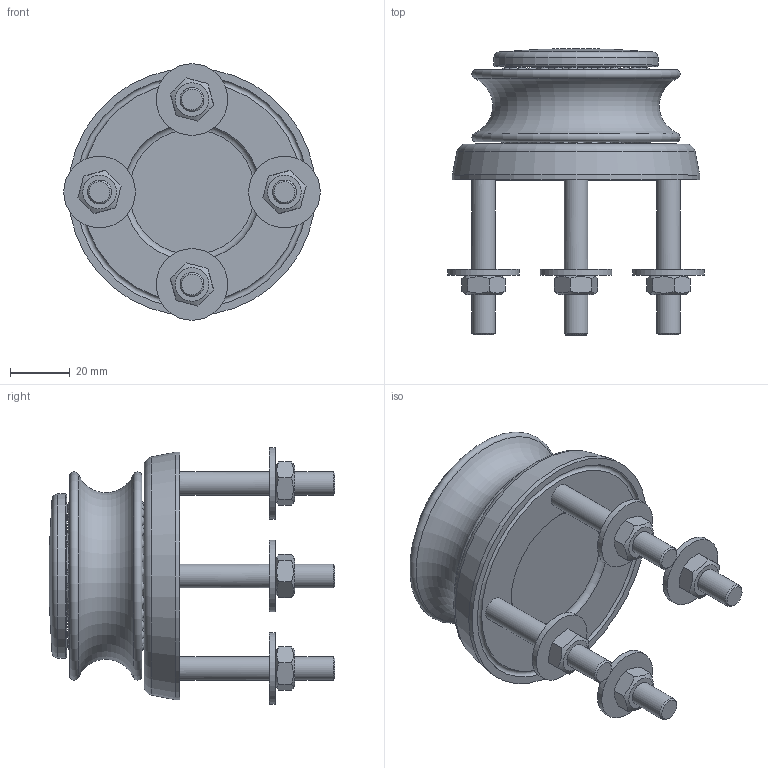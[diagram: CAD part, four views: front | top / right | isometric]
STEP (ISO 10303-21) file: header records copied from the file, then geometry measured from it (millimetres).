
FILE_DESCRIPTION(/* description */ (''),/* implementation_level */ '2;1');
FILE_NAME(/* name */ '821.074.stp',/* time_stamp */ '2018-09-20T12:32:03+02:00',/* author */ ('francesca'),/* organization */ (''),/* preprocessor_version */ 'ST-DEVELOPER v16.5',/* originating_system */ 'Autodesk Inventor 2017',/* authorisation */ '');
FILE_SCHEMA (('AUTOMOTIVE_DESIGN { 1 0 10303 214 3 1 1 }'));
Length unit declared in the file: millimetre
Products named in the file (1): 18091004
Bounding box: 86 x 95.91 x 86 mm (x, y, z)
Volume: 161049.9 mm3; surface area: 40552.8 mm2
Topology: 1 solids, 1 shells, 175 faces, 298 edges, 213 vertices
Faces by surface type: sphere 61, plane 59, cone 22, cylinder 21, torus 12
Full cylindrical faces by diameter (mm): 8 x8, 8.4 x4, 13 x1, 14 x1, 24 x4, 29.8 x1, 55 x1, 83 x1
Entity records: 3810 total; most frequent: CARTESIAN_POINT 712, DIRECTION 666, ORIENTED_EDGE 458, EDGE_LOOP 318, AXIS2_PLACEMENT_3D 315, EDGE_CURVE 229, VERTEX_POINT 199, FACE_OUTER_BOUND 175
